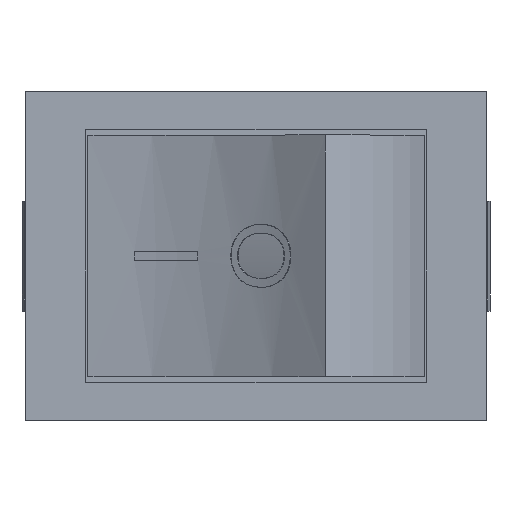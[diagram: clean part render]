
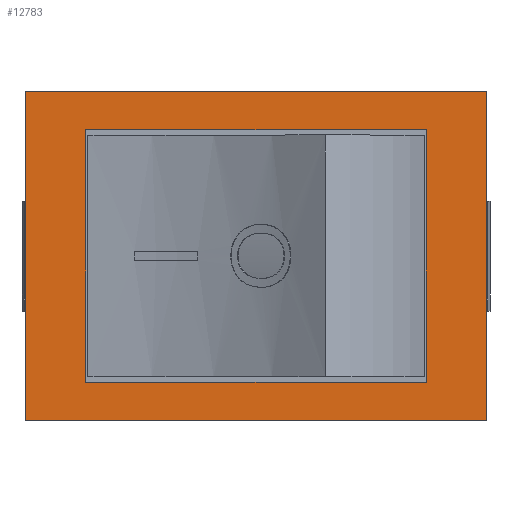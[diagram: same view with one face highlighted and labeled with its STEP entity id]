
A CAD part, top view. The second image highlights one B-rep face of the part: STEP entity #12783.
In plain terms, the highlighted planar face has unit normal (0, 0, 1).
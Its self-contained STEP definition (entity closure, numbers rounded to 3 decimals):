
#1144=FACE_BOUND('',#2447,.T.);
#1713=FACE_OUTER_BOUND('',#2446,.T.);
#2446=EDGE_LOOP('',(#11182,#11183,#11184,#11185));
#2447=EDGE_LOOP('',(#11186,#11187,#11188,#11189));
#3538=LINE('',#23653,#4717);
#3540=LINE('',#23657,#4719);
#3542=LINE('',#23661,#4721);
#3544=LINE('',#23664,#4723);
#3546=LINE('',#23669,#4725);
#3548=LINE('',#23673,#4727);
#3550=LINE('',#23677,#4729);
#3552=LINE('',#23680,#4731);
#4717=VECTOR('',#14843,10.);
#4719=VECTOR('',#14847,10.);
#4721=VECTOR('',#14851,10.);
#4723=VECTOR('',#14855,10.);
#4725=VECTOR('',#14859,10.);
#4727=VECTOR('',#14863,10.);
#4729=VECTOR('',#14867,10.);
#4731=VECTOR('',#14871,10.);
#5979=VERTEX_POINT('',#23650);
#5980=VERTEX_POINT('',#23652);
#5981=VERTEX_POINT('',#23656);
#5982=VERTEX_POINT('',#23660);
#5983=VERTEX_POINT('',#23666);
#5984=VERTEX_POINT('',#23668);
#5985=VERTEX_POINT('',#23672);
#5986=VERTEX_POINT('',#23676);
#7740=EDGE_CURVE('',#5980,#5979,#3538,.T.);
#7742=EDGE_CURVE('',#5981,#5980,#3540,.T.);
#7744=EDGE_CURVE('',#5982,#5981,#3542,.T.);
#7746=EDGE_CURVE('',#5979,#5982,#3544,.T.);
#7748=EDGE_CURVE('',#5984,#5983,#3546,.T.);
#7750=EDGE_CURVE('',#5985,#5984,#3548,.T.);
#7752=EDGE_CURVE('',#5986,#5985,#3550,.T.);
#7754=EDGE_CURVE('',#5983,#5986,#3552,.T.);
#11182=ORIENTED_EDGE('',*,*,#7754,.T.);
#11183=ORIENTED_EDGE('',*,*,#7752,.T.);
#11184=ORIENTED_EDGE('',*,*,#7750,.T.);
#11185=ORIENTED_EDGE('',*,*,#7748,.T.);
#11186=ORIENTED_EDGE('',*,*,#7746,.T.);
#11187=ORIENTED_EDGE('',*,*,#7744,.T.);
#11188=ORIENTED_EDGE('',*,*,#7742,.T.);
#11189=ORIENTED_EDGE('',*,*,#7740,.T.);
#12148=PLANE('',#13204);
#12783=ADVANCED_FACE('',(#1713,#1144),#12148,.T.);
#13204=AXIS2_PLACEMENT_3D('',#23681,#14872,#14873);
#14843=DIRECTION('',(0.,-1.,0.));
#14847=DIRECTION('',(1.,0.,0.));
#14851=DIRECTION('',(0.,1.,0.));
#14855=DIRECTION('',(-1.,0.,0.));
#14859=DIRECTION('',(-1.,0.,0.));
#14863=DIRECTION('',(0.,1.,0.));
#14867=DIRECTION('',(1.,0.,0.));
#14871=DIRECTION('',(0.,-1.,0.));
#14872=DIRECTION('center_axis',(0.,0.,1.));
#14873=DIRECTION('ref_axis',(1.,0.,0.));
#23650=CARTESIAN_POINT('',(18.25,1.75,2.));
#23652=CARTESIAN_POINT('',(18.25,13.25,2.));
#23653=CARTESIAN_POINT('',(18.25,13.25,2.));
#23656=CARTESIAN_POINT('',(2.75,13.25,2.));
#23657=CARTESIAN_POINT('',(2.75,13.25,2.));
#23660=CARTESIAN_POINT('',(2.75,1.75,2.));
#23661=CARTESIAN_POINT('',(2.75,1.75,2.));
#23664=CARTESIAN_POINT('',(18.25,1.75,2.));
#23666=CARTESIAN_POINT('',(0.,15.,2.));
#23668=CARTESIAN_POINT('',(21.,15.,2.));
#23669=CARTESIAN_POINT('',(21.,15.,2.));
#23672=CARTESIAN_POINT('',(21.,0.,2.));
#23673=CARTESIAN_POINT('',(21.,0.,2.));
#23676=CARTESIAN_POINT('',(0.,0.,2.));
#23677=CARTESIAN_POINT('',(0.,0.,2.));
#23680=CARTESIAN_POINT('',(0.,15.,2.));
#23681=CARTESIAN_POINT('Origin',(10.5,7.5,2.));
